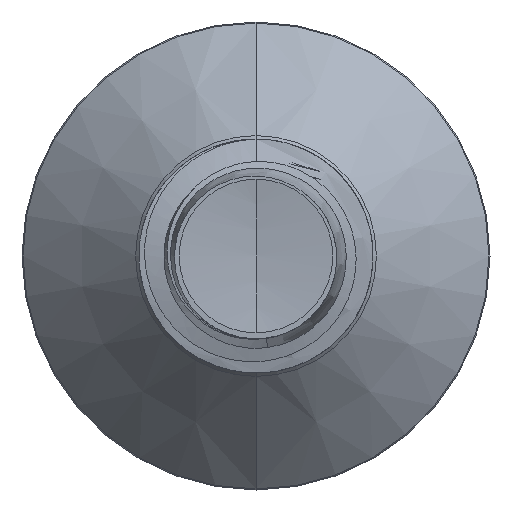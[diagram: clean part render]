
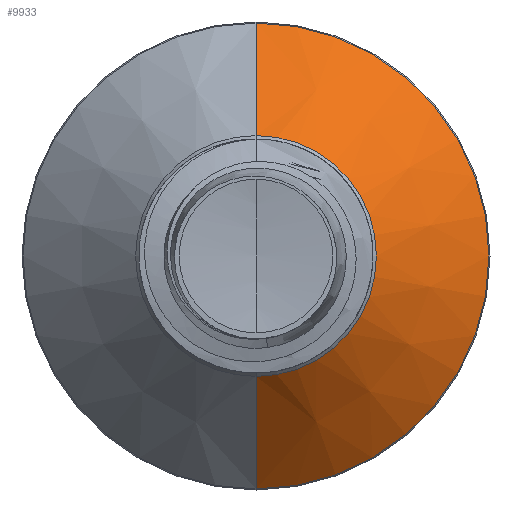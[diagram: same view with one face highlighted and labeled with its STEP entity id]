
A CAD part, front view. The second image highlights one B-rep face of the part: STEP entity #9933.
In plain terms, the highlighted conical face has half-angle 45 degrees and reference radius 3.088 mm.
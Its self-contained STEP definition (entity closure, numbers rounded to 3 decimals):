
#161 = ORIENTED_EDGE ( 'NONE', *, *, #20374, .F. ) ;
#2130 = ORIENTED_EDGE ( 'NONE', *, *, #21756, .T. ) ;
#4543 = DIRECTION ( 'NONE',  ( 0., 0.707, -0.707 ) ) ;
#5704 = AXIS2_PLACEMENT_3D ( 'NONE', #22113, #6220, #24821 ) ;
#6220 = DIRECTION ( 'NONE',  ( 0., 1., 0. ) ) ;
#6478 = ORIENTED_EDGE ( 'NONE', *, *, #20267, .T. ) ;
#7334 = CARTESIAN_POINT ( 'NONE',  ( 0., 24.124, 5.974 ) ) ;
#7685 = AXIS2_PLACEMENT_3D ( 'NONE', #27010, #11085, #29660 ) ;
#8312 = CIRCLE ( 'NONE', #7685, 5.974 ) ;
#9259 = DIRECTION ( 'NONE',  ( 0., 0.707, 0.707 ) ) ;
#9933 = ADVANCED_FACE ( 'NONE', ( #35604 ), #12905, .T. ) ;
#10089 = DIRECTION ( 'NONE',  ( 0., 0., 1. ) ) ;
#11085 = DIRECTION ( 'NONE',  ( 0., 1., 0. ) ) ;
#11559 = EDGE_LOOP ( 'NONE', ( #2130, #6478, #161, #25232 ) ) ;
#12905 = CONICAL_SURFACE ( 'NONE', #13484, 3.089, 0.785 ) ;
#13484 = AXIS2_PLACEMENT_3D ( 'NONE', #23697, #18343, #10089 ) ;
#14130 = CARTESIAN_POINT ( 'NONE',  ( 0., 21.239, -3.089 ) ) ;
#15795 = VECTOR ( 'NONE', #9259, 1000. ) ;
#16049 = VERTEX_POINT ( 'NONE', #19669 ) ;
#16509 = VERTEX_POINT ( 'NONE', #29535 ) ;
#16613 = LINE ( 'NONE', #17282, #15795 ) ;
#17282 = CARTESIAN_POINT ( 'NONE',  ( 0., 21.239, 3.089 ) ) ;
#18343 = DIRECTION ( 'NONE',  ( 0., 1., 0. ) ) ;
#18458 = EDGE_CURVE ( 'NONE', #16509, #21438, #16613, .T. ) ;
#19669 = CARTESIAN_POINT ( 'NONE',  ( 0., 24.124, -5.974 ) ) ;
#20267 = EDGE_CURVE ( 'NONE', #21734, #16049, #31135, .T. ) ;
#20374 = EDGE_CURVE ( 'NONE', #21438, #16049, #8312, .T. ) ;
#21438 = VERTEX_POINT ( 'NONE', #7334 ) ;
#21734 = VERTEX_POINT ( 'NONE', #14130 ) ;
#21756 = EDGE_CURVE ( 'NONE', #16509, #21734, #22796, .T. ) ;
#22113 = CARTESIAN_POINT ( 'NONE',  ( 0., 21.239, 0. ) ) ;
#22796 = CIRCLE ( 'NONE', #5704, 3.089 ) ;
#23406 = CARTESIAN_POINT ( 'NONE',  ( 0., 21.239, -3.089 ) ) ;
#23697 = CARTESIAN_POINT ( 'NONE',  ( 0., 21.239, 0. ) ) ;
#24821 = DIRECTION ( 'NONE',  ( 0., 0., 1. ) ) ;
#25232 = ORIENTED_EDGE ( 'NONE', *, *, #18458, .F. ) ;
#27010 = CARTESIAN_POINT ( 'NONE',  ( 0., 24.124, 0. ) ) ;
#29492 = VECTOR ( 'NONE', #4543, 1000. ) ;
#29535 = CARTESIAN_POINT ( 'NONE',  ( 0., 21.239, 3.089 ) ) ;
#29660 = DIRECTION ( 'NONE',  ( 0., 0., 1. ) ) ;
#31135 = LINE ( 'NONE', #23406, #29492 ) ;
#35604 = FACE_OUTER_BOUND ( 'NONE', #11559, .T. ) ;
